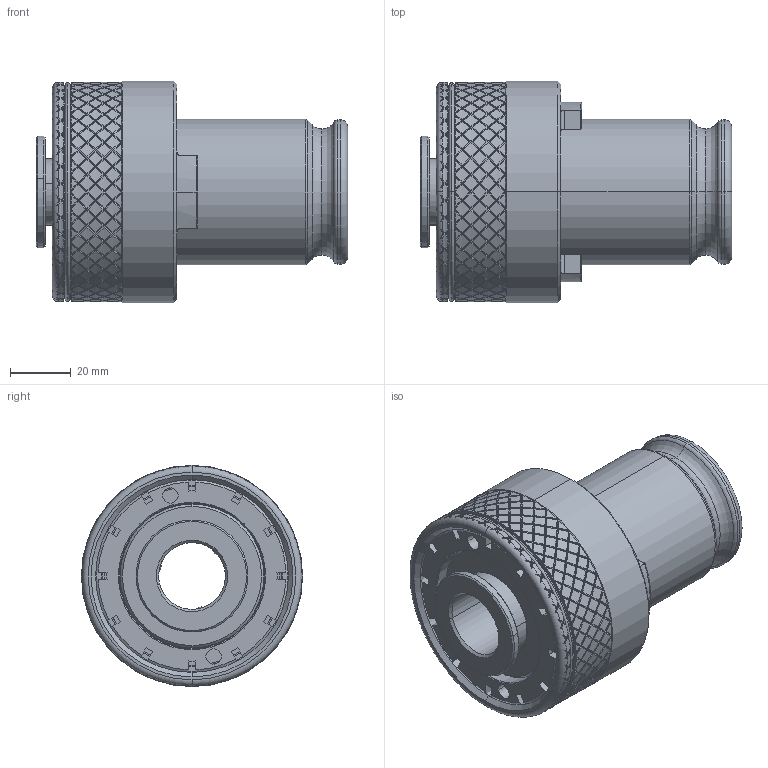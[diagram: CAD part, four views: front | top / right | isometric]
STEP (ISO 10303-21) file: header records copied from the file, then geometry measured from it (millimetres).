
FILE_DESCRIPTION (( 'STEP AP203' ), '1' );
FILE_NAME ('66-S.16.13.302218.STEP', '2019-04-16T05:52:33', ( 'Acer' ), ( '' ), 'SwSTEP 2.0', 'SolidWorks 2018', '' );
FILE_SCHEMA (( 'CONFIG_CONTROL_DESIGN' ));
Length unit declared in the file: millimetre
Products named in the file (1): 66-S.16.13.302218
Bounding box: 102.7 x 73 x 73 mm (x, y, z)
Surface area: 43538 mm2 (no closed solid volume)
Topology: 0 solids, 11 shells, 1858 faces, 4318 edges, 2432 vertices
Faces by surface type: bspline 1278, cylinder 457, plane 53, cone 33, torus 31, sphere 6
Entity records: 73019 total; most frequent: CARTESIAN_POINT 46385, ORIENTED_EDGE 8321, EDGE_CURVE 4301, DIRECTION 2425, VERTEX_POINT 2423, EDGE_LOOP 1873, FACE_OUTER_BOUND 1858, ADVANCED_FACE 1858
